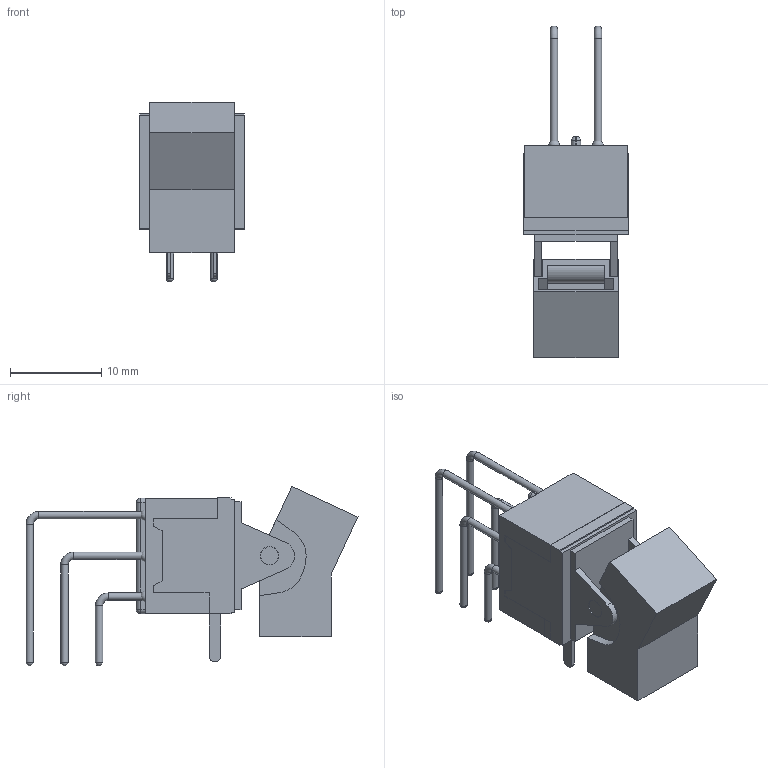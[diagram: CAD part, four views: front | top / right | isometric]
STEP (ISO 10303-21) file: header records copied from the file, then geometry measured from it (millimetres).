
FILE_DESCRIPTION(/* description */ (''),/* implementation_level */ '2;1');
FILE_NAME(/* name */ 'AE201J1AV2Q004.step',/* time_stamp */ '2024-05-01T13:53:02+02:00',/* author */ (''),/* organization */ (''),/* preprocessor_version */ 'ST-DEVELOPER v20',/* originating_system */ 'Autodesk Translation Framework v12.20.1.177',/* authorisation */ '');
FILE_SCHEMA (('AUTOMOTIVE_DESIGN { 1 0 10303 214 3 1 1 }'));
Length unit declared in the file: millimetre
Products named in the file (1): AE201J1AV2Q004
Bounding box: 11.5 x 36.43 x 19.72 mm (x, y, z)
Volume: 1939.2 mm3; surface area: 3146.5 mm2
Topology: 16 solids, 16 shells, 138 faces, 354 edges, 231 vertices
Faces by surface type: plane 79, cylinder 29, sphere 16, bspline 8, torus 6
Full cylindrical faces by diameter (mm): 0.8 x12, 1.98 x2, 2 x2
Entity records: 4564 total; most frequent: CARTESIAN_POINT 1184, DIRECTION 673, ORIENTED_EDGE 672, EDGE_CURVE 336, VERTEX_POINT 231, LINE 229, VECTOR 229, AXIS2_PLACEMENT_3D 222
